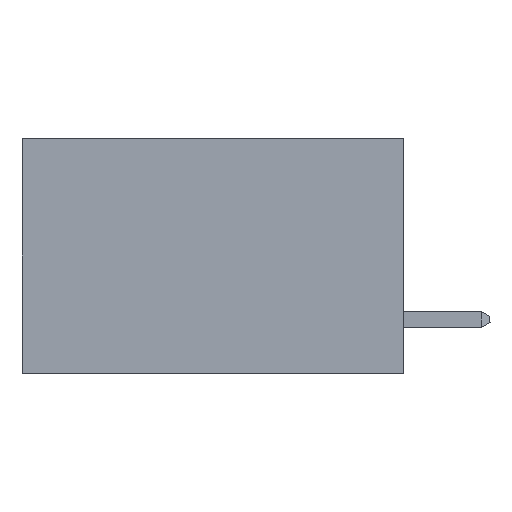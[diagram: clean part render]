
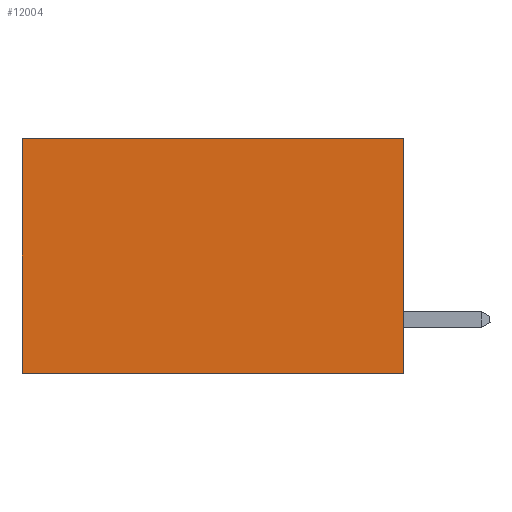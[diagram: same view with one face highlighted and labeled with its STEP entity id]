
A CAD part, left-side view. The second image highlights one B-rep face of the part: STEP entity #12004.
In plain terms, the highlighted planar face has unit normal (-1, 0, 0).
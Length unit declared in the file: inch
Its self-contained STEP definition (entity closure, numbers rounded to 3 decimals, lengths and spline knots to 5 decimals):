
#270 = LINE ( 'NONE', #13425, #17431 ) ;
#362 = DIRECTION ( 'NONE',  ( 1., 0., 0. ) ) ;
#2582 = VERTEX_POINT ( 'NONE', #3990 ) ;
#3441 = FACE_OUTER_BOUND ( 'NONE', #13928, .T. ) ;
#3990 = CARTESIAN_POINT ( 'NONE',  ( 0.2875, 0., 0. ) ) ;
#5235 = ORIENTED_EDGE ( 'NONE', *, *, #24157, .T. ) ;
#5802 = CARTESIAN_POINT ( 'NONE',  ( 0.2875, 0., 0. ) ) ;
#7505 = DIRECTION ( 'NONE',  ( 0., 1., 0. ) ) ;
#9256 = VERTEX_POINT ( 'NONE', #22668 ) ;
#10226 = VECTOR ( 'NONE', #26988, 39.37008 ) ;
#10612 = CARTESIAN_POINT ( 'NONE',  ( 0.2875, 0.6, -0.37 ) ) ;
#10940 = LINE ( 'NONE', #20908, #16916 ) ;
#11992 = VERTEX_POINT ( 'NONE', #22613 ) ;
#12004 = ADVANCED_FACE ( 'NONE', ( #3441 ), #20409, .F. ) ;
#13425 = CARTESIAN_POINT ( 'NONE',  ( 0.2875, 0., 0. ) ) ;
#13691 = CARTESIAN_POINT ( 'NONE',  ( 0.2875, 0.6, 0. ) ) ;
#13928 = EDGE_LOOP ( 'NONE', ( #26198, #22269, #26761, #5235 ) ) ;
#14674 = DIRECTION ( 'NONE',  ( 0., 1., 0. ) ) ;
#15228 = VERTEX_POINT ( 'NONE', #10612 ) ;
#16024 = DIRECTION ( 'NONE',  ( 0., 0., -1. ) ) ;
#16108 = AXIS2_PLACEMENT_3D ( 'NONE', #27065, #362, #16024 ) ;
#16916 = VECTOR ( 'NONE', #7505, 39.37008 ) ;
#17431 = VECTOR ( 'NONE', #20154, 39.37008 ) ;
#18796 = VECTOR ( 'NONE', #14674, 39.37008 ) ;
#20154 = DIRECTION ( 'NONE',  ( 0., 0., -1. ) ) ;
#20409 = PLANE ( 'NONE',  #16108 ) ;
#20908 = CARTESIAN_POINT ( 'NONE',  ( 0.2875, 0., -0.37 ) ) ;
#22269 = ORIENTED_EDGE ( 'NONE', *, *, #27324, .F. ) ;
#22403 = EDGE_CURVE ( 'NONE', #9256, #15228, #27965, .T. ) ;
#22613 = CARTESIAN_POINT ( 'NONE',  ( 0.2875, 0., -0.37 ) ) ;
#22668 = CARTESIAN_POINT ( 'NONE',  ( 0.2875, 0.6, 0. ) ) ;
#23783 = EDGE_CURVE ( 'NONE', #2582, #11992, #270, .T. ) ;
#24157 = EDGE_CURVE ( 'NONE', #2582, #9256, #24670, .T. ) ;
#24670 = LINE ( 'NONE', #5802, #18796 ) ;
#26198 = ORIENTED_EDGE ( 'NONE', *, *, #22403, .T. ) ;
#26761 = ORIENTED_EDGE ( 'NONE', *, *, #23783, .F. ) ;
#26988 = DIRECTION ( 'NONE',  ( 0., 0., -1. ) ) ;
#27065 = CARTESIAN_POINT ( 'NONE',  ( 0.2875, 0., 0. ) ) ;
#27324 = EDGE_CURVE ( 'NONE', #11992, #15228, #10940, .T. ) ;
#27965 = LINE ( 'NONE', #13691, #10226 ) ;
